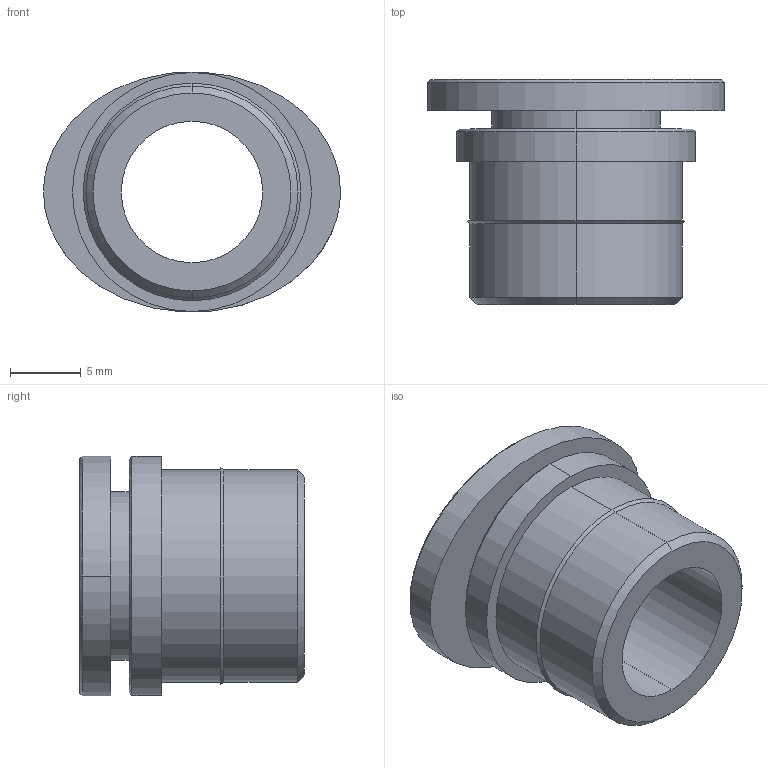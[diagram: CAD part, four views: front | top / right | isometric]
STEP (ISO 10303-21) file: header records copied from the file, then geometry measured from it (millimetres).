
FILE_DESCRIPTION (( 'STEP AP214' ), '1' );
FILE_NAME ('CASN10.STEP', '2018-09-10T08:30:56', ( '' ), ( '' ), 'SwSTEP 2.0', 'SolidWorks 2018', '' );
FILE_SCHEMA (( 'AUTOMOTIVE_DESIGN' ));
Length unit declared in the file: millimetre
Products named in the file (1): CASN10
Bounding box: 21 x 15.9 x 16.97 mm (x, y, z)
Volume: 1806.4 mm3; surface area: 1893.9 mm2
Topology: 1 solids, 1 shells, 26 faces, 53 edges, 33 vertices
Faces by surface type: cylinder 10, cone 6, plane 6, bspline 4
Entity records: 2518 total; most frequent: CARTESIAN_POINT 1855, DIRECTION 116, ORIENTED_EDGE 106, EDGE_CURVE 53, AXIS2_PLACEMENT_3D 49, VERTEX_POINT 33, EDGE_LOOP 32, FACE_OUTER_BOUND 26
